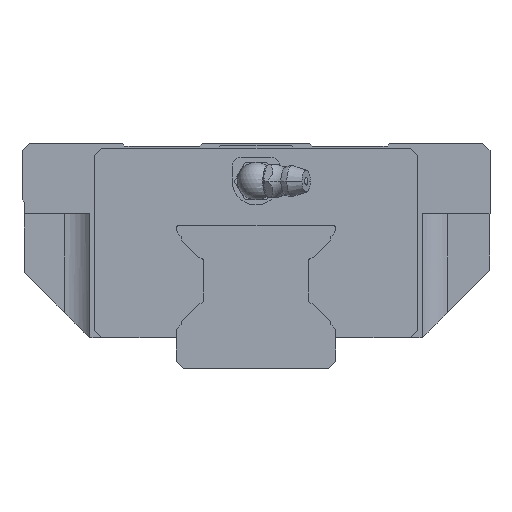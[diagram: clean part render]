
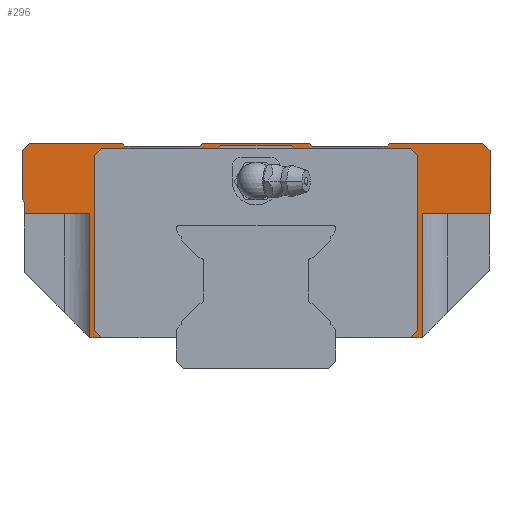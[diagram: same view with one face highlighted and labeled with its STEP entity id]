
A CAD part, front view. The second image highlights one B-rep face of the part: STEP entity #296.
In plain terms, the highlighted planar face has unit normal (0, -1, 0).
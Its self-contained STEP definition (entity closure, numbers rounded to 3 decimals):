
#296=ADVANCED_FACE('',(#696),#697,.F.);
#696=FACE_OUTER_BOUND('',#1251,.T.);
#697=PLANE('',#1252);
#1251=EDGE_LOOP('',(#2657,#2658,#2659,#2660,#2661,#2662,#2663,#2664,#2665,#2666,#2667,#2668,#2669,#2670,#2671,#2672,#2673,#2674,#2675,#2676,#2677,#2678,#2679,#2680,#2681,#2682,#2683,#2684,#2685,#2686,#2687,#2688));
#1252=AXIS2_PLACEMENT_3D('',#2689,#2690,#2691);
#2657=ORIENTED_EDGE('',*,*,#4185,.F.);
#2658=ORIENTED_EDGE('',*,*,#3955,.T.);
#2659=ORIENTED_EDGE('',*,*,#4025,.T.);
#2660=ORIENTED_EDGE('',*,*,#4115,.T.);
#2661=ORIENTED_EDGE('',*,*,#4112,.T.);
#2662=ORIENTED_EDGE('',*,*,#4186,.T.);
#2663=ORIENTED_EDGE('',*,*,#4187,.T.);
#2664=ORIENTED_EDGE('',*,*,#4135,.T.);
#2665=ORIENTED_EDGE('',*,*,#4108,.T.);
#2666=ORIENTED_EDGE('',*,*,#4083,.T.);
#2667=ORIENTED_EDGE('',*,*,#4075,.T.);
#2668=ORIENTED_EDGE('',*,*,#4188,.T.);
#2669=ORIENTED_EDGE('',*,*,#3964,.F.);
#2670=ORIENTED_EDGE('',*,*,#4116,.F.);
#2671=ORIENTED_EDGE('',*,*,#4121,.F.);
#2672=ORIENTED_EDGE('',*,*,#4189,.F.);
#2673=ORIENTED_EDGE('',*,*,#4085,.F.);
#2674=ORIENTED_EDGE('',*,*,#4098,.F.);
#2675=ORIENTED_EDGE('',*,*,#4093,.F.);
#2676=ORIENTED_EDGE('',*,*,#3972,.F.);
#2677=ORIENTED_EDGE('',*,*,#3968,.F.);
#2678=ORIENTED_EDGE('',*,*,#4039,.F.);
#2679=ORIENTED_EDGE('',*,*,#3975,.F.);
#2680=ORIENTED_EDGE('',*,*,#4148,.F.);
#2681=ORIENTED_EDGE('',*,*,#4170,.F.);
#2682=ORIENTED_EDGE('',*,*,#4102,.F.);
#2683=ORIENTED_EDGE('',*,*,#4166,.F.);
#2684=ORIENTED_EDGE('',*,*,#4190,.F.);
#2685=ORIENTED_EDGE('',*,*,#4013,.F.);
#2686=ORIENTED_EDGE('',*,*,#3937,.F.);
#2687=ORIENTED_EDGE('',*,*,#4053,.T.);
#2688=ORIENTED_EDGE('',*,*,#4070,.T.);
#2689=CARTESIAN_POINT('',(50.,0.,48.0));
#2690=DIRECTION('',(0.0,1.0,0.0));
#2691=DIRECTION('',(1.0,0.0,0.0));
#3937=EDGE_CURVE('',#4791,#4793,#4794,.T.);
#3955=EDGE_CURVE('',#4824,#4822,#4825,.T.);
#3964=EDGE_CURVE('',#4837,#4839,#4840,.T.);
#3968=EDGE_CURVE('',#4846,#4847,#4848,.T.);
#3972=EDGE_CURVE('',#4847,#4854,#4855,.T.);
#3975=EDGE_CURVE('',#4859,#4860,#4861,.T.);
#4013=EDGE_CURVE('',#4793,#4917,#4918,.T.);
#4025=EDGE_CURVE('',#4822,#4935,#4937,.T.);
#4039=EDGE_CURVE('',#4860,#4846,#4958,.T.);
#4053=EDGE_CURVE('',#4791,#4976,#4978,.T.);
#4070=EDGE_CURVE('',#4976,#5003,#5005,.T.);
#4075=EDGE_CURVE('',#5014,#5012,#5015,.T.);
#4083=EDGE_CURVE('',#5027,#5014,#5028,.T.);
#4085=EDGE_CURVE('',#5030,#5031,#5032,.T.);
#4093=EDGE_CURVE('',#4854,#5044,#5045,.T.);
#4098=EDGE_CURVE('',#5044,#5030,#5052,.T.);
#4102=EDGE_CURVE('',#5057,#5058,#5059,.T.);
#4108=EDGE_CURVE('',#5068,#5027,#5069,.T.);
#4112=EDGE_CURVE('',#5076,#5074,#5077,.T.);
#4115=EDGE_CURVE('',#4935,#5076,#5080,.T.);
#4116=EDGE_CURVE('',#5081,#4837,#5082,.T.);
#4121=EDGE_CURVE('',#5088,#5081,#5090,.T.);
#4135=EDGE_CURVE('',#5110,#5068,#5111,.T.);
#4148=EDGE_CURVE('',#5129,#4859,#5130,.T.);
#4166=EDGE_CURVE('',#5155,#5057,#5156,.T.);
#4170=EDGE_CURVE('',#5058,#5129,#5161,.T.);
#4185=EDGE_CURVE('',#4824,#5003,#5179,.T.);
#4186=EDGE_CURVE('',#5074,#5180,#5181,.T.);
#4187=EDGE_CURVE('',#5180,#5110,#5182,.T.);
#4188=EDGE_CURVE('',#5012,#4839,#5183,.T.);
#4189=EDGE_CURVE('',#5031,#5088,#5184,.T.);
#4190=EDGE_CURVE('',#4917,#5155,#5185,.T.);
#4791=VERTEX_POINT('',#6073);
#4793=VERTEX_POINT('',#6076);
#4794=LINE('',#6077,#6078);
#4822=VERTEX_POINT('',#6120);
#4824=VERTEX_POINT('',#6123);
#4825=LINE('',#6124,#6125);
#4837=VERTEX_POINT('',#6142);
#4839=VERTEX_POINT('',#6145);
#4840=LINE('',#6146,#6147);
#4846=VERTEX_POINT('',#6156);
#4847=VERTEX_POINT('',#6157);
#4848=LINE('',#6158,#6159);
#4854=VERTEX_POINT('',#6168);
#4855=LINE('',#6169,#6170);
#4859=VERTEX_POINT('',#6176);
#4860=VERTEX_POINT('',#6177);
#4861=LINE('',#6178,#6179);
#4917=VERTEX_POINT('',#6254);
#4918=LINE('',#6255,#6256);
#4935=VERTEX_POINT('',#6279);
#4937=LINE('',#6282,#6283);
#4958=LINE('',#6312,#6313);
#4976=VERTEX_POINT('',#6337);
#4978=LINE('',#6340,#6341);
#5003=VERTEX_POINT('',#6378);
#5005=LINE('',#6381,#6382);
#5012=VERTEX_POINT('',#6391);
#5014=VERTEX_POINT('',#6394);
#5015=LINE('',#6395,#6396);
#5027=VERTEX_POINT('',#6415);
#5028=LINE('',#6416,#6417);
#5030=VERTEX_POINT('',#6420);
#5031=VERTEX_POINT('',#6421);
#5032=LINE('',#6422,#6423);
#5044=VERTEX_POINT('',#6442);
#5045=LINE('',#6443,#6444);
#5052=LINE('',#6453,#6454);
#5057=VERTEX_POINT('',#6460);
#5058=VERTEX_POINT('',#6461);
#5059=LINE('',#6462,#6463);
#5068=VERTEX_POINT('',#6477);
#5069=LINE('',#6478,#6479);
#5074=VERTEX_POINT('',#6486);
#5076=VERTEX_POINT('',#6489);
#5077=LINE('',#6490,#6491);
#5080=LINE('',#6496,#6497);
#5081=VERTEX_POINT('',#6498);
#5082=LINE('',#6499,#6500);
#5088=VERTEX_POINT('',#6507);
#5090=LINE('',#6510,#6511);
#5110=VERTEX_POINT('',#6537);
#5111=LINE('',#6538,#6539);
#5129=VERTEX_POINT('',#6568);
#5130=LINE('',#6569,#6570);
#5155=VERTEX_POINT('',#6610);
#5156=LINE('',#6611,#6612);
#5161=LINE('',#6619,#6620);
#5179=LINE('',#6646,#6647);
#5180=VERTEX_POINT('',#6648);
#5181=LINE('',#6649,#6650);
#5182=LINE('',#6651,#6652);
#5183=LINE('',#6653,#6654);
#5184=LINE('',#6655,#6656);
#5185=LINE('',#6657,#6658);
#6073=CARTESIAN_POINT('',(-49.5,0.,33.0));
#6076=CARTESIAN_POINT('',(-49.5,0.,35.5));
#6077=CARTESIAN_POINT('',(-49.5,0.,20.5));
#6078=VECTOR('',#7750,1000.0);
#6120=CARTESIAN_POINT('',(-34.5,0.0,8.0));
#6123=CARTESIAN_POINT('',(-33.,0.,6.5));
#6124=CARTESIAN_POINT('',(-33.,0.0,6.5));
#6125=VECTOR('',#7772,1000.0);
#6142=CARTESIAN_POINT('',(35.5,0.,6.5));
#6145=CARTESIAN_POINT('',(33.0,0.,6.5));
#6146=CARTESIAN_POINT('',(35.5,0.,6.5));
#6147=VECTOR('',#7785,1000.0);
#6156=CARTESIAN_POINT('',(11.5,0.,48.0));
#6157=CARTESIAN_POINT('',(12.,0.,47.5));
#6158=CARTESIAN_POINT('',(11.5,0.,48.0));
#6159=VECTOR('',#7789,1000.0);
#6168=CARTESIAN_POINT('',(28.,0.,47.5));
#6169=CARTESIAN_POINT('',(12.,0.,47.5));
#6170=VECTOR('',#7793,1000.0);
#6176=CARTESIAN_POINT('',(-12.,0.,47.5));
#6177=CARTESIAN_POINT('',(-11.5,0.,48.0));
#6178=CARTESIAN_POINT('',(-12.,0.,47.5));
#6179=VECTOR('',#7796,1000.0);
#6254=CARTESIAN_POINT('',(-50.,0.,36.));
#6255=CARTESIAN_POINT('',(-49.5,0.,35.5));
#6256=VECTOR('',#7870,1000.0);
#6279=CARTESIAN_POINT('',(-34.5,0.0,45.5));
#6282=CARTESIAN_POINT('',(-34.5,0.0,8.0));
#6283=VECTOR('',#7890,1000.0);
#6312=CARTESIAN_POINT('',(-11.5,0.,48.0));
#6313=VECTOR('',#7914,1000.0);
#6337=CARTESIAN_POINT('',(-35.5,0.,33.0));
#6340=CARTESIAN_POINT('',(50.,0.,33.0));
#6341=VECTOR('',#7940,1000.0);
#6378=CARTESIAN_POINT('',(-35.5,0.,6.5));
#6381=CARTESIAN_POINT('',(-35.5,0.,48.0));
#6382=VECTOR('',#7963,1000.0);
#6391=CARTESIAN_POINT('',(34.5,0.0,8.0));
#6394=CARTESIAN_POINT('',(34.5,0.0,45.5));
#6395=CARTESIAN_POINT('',(34.5,0.0,45.5));
#6396=VECTOR('',#7970,1000.0);
#6415=CARTESIAN_POINT('',(33.0,0.0,47.0));
#6416=CARTESIAN_POINT('',(33.0,0.0,47.0));
#6417=VECTOR('',#7978,1000.0);
#6420=CARTESIAN_POINT('',(48.5,0.,48.0));
#6421=CARTESIAN_POINT('',(50.,0.,46.5));
#6422=CARTESIAN_POINT('',(48.5,0.,48.0));
#6423=VECTOR('',#7980,1000.0);
#6442=CARTESIAN_POINT('',(28.5,0.,48.0));
#6443=CARTESIAN_POINT('',(28.,0.,47.5));
#6444=VECTOR('',#7988,1000.0);
#6453=CARTESIAN_POINT('',(28.5,0.,48.0));
#6454=VECTOR('',#7997,1000.0);
#6460=CARTESIAN_POINT('',(-48.5,0.,48.0));
#6461=CARTESIAN_POINT('',(-28.5,0.,48.0));
#6462=CARTESIAN_POINT('',(-48.5,0.,48.0));
#6463=VECTOR('',#8005,1000.0);
#6477=CARTESIAN_POINT('',(8.1,0.0,47.0));
#6478=CARTESIAN_POINT('',(8.1,0.0,47.0));
#6479=VECTOR('',#8011,1000.0);
#6486=CARTESIAN_POINT('',(-8.1,0.0,47.0));
#6489=CARTESIAN_POINT('',(-33.,0.0,47.0));
#6490=CARTESIAN_POINT('',(-33.,0.0,47.0));
#6491=VECTOR('',#8015,1000.0);
#6496=CARTESIAN_POINT('',(-34.5,0.0,45.5));
#6497=VECTOR('',#8018,1000.0);
#6498=CARTESIAN_POINT('',(35.5,0.,33.0));
#6499=CARTESIAN_POINT('',(35.5,0.,48.0));
#6500=VECTOR('',#8019,1000.0);
#6507=CARTESIAN_POINT('',(50.,0.,33.0));
#6510=CARTESIAN_POINT('',(50.,0.,33.0));
#6511=VECTOR('',#8028,1000.0);
#6537=CARTESIAN_POINT('',(7.5,0.0,47.6));
#6538=CARTESIAN_POINT('',(7.5,0.0,47.6));
#6539=VECTOR('',#8056,1000.0);
#6568=CARTESIAN_POINT('',(-28.,0.,47.5));
#6569=CARTESIAN_POINT('',(-28.,0.,47.5));
#6570=VECTOR('',#8071,1000.0);
#6610=CARTESIAN_POINT('',(-50.,0.,46.5));
#6611=CARTESIAN_POINT('',(-50.,0.,46.5));
#6612=VECTOR('',#8093,1000.0);
#6619=CARTESIAN_POINT('',(-28.5,0.,48.0));
#6620=VECTOR('',#8099,1000.0);
#6646=CARTESIAN_POINT('',(35.5,0.,6.5));
#6647=VECTOR('',#8126,1000.0);
#6648=CARTESIAN_POINT('',(-7.5,0.0,47.6));
#6649=CARTESIAN_POINT('',(-8.1,0.0,47.0));
#6650=VECTOR('',#8127,1000.0);
#6651=CARTESIAN_POINT('',(-7.5,0.0,47.6));
#6652=VECTOR('',#8128,1000.0);
#6653=CARTESIAN_POINT('',(34.5,0.0,8.0));
#6654=VECTOR('',#8129,1000.0);
#6655=CARTESIAN_POINT('',(50.,0.,46.5));
#6656=VECTOR('',#8130,1000.0);
#6657=CARTESIAN_POINT('',(-50.,0.,36.));
#6658=VECTOR('',#8131,1000.0);
#7750=DIRECTION('',(0.,0.0,1.0));
#7772=DIRECTION('',(-0.707,0.0,0.707));
#7785=DIRECTION('',(-1.0,0.0,0.0));
#7789=DIRECTION('',(0.707,0.0,-0.707));
#7793=DIRECTION('',(1.0,0.0,0.0));
#7796=DIRECTION('',(0.707,0.0,0.707));
#7870=DIRECTION('',(-0.707,0.0,0.707));
#7890=DIRECTION('',(0.0,0.0,1.0));
#7914=DIRECTION('',(1.0,0.0,0.0));
#7940=DIRECTION('',(1.0,0.0,0.));
#7963=DIRECTION('',(0.,0.0,-1.0));
#7970=DIRECTION('',(0.0,0.0,-1.0));
#7978=DIRECTION('',(0.707,0.0,-0.707));
#7980=DIRECTION('',(0.707,0.0,-0.707));
#7988=DIRECTION('',(0.707,0.0,0.707));
#7997=DIRECTION('',(1.0,0.0,0.0));
#8005=DIRECTION('',(1.0,0.0,0.0));
#8011=DIRECTION('',(1.0,0.0,0.0));
#8015=DIRECTION('',(1.0,0.0,0.0));
#8018=DIRECTION('',(0.707,0.0,0.707));
#8019=DIRECTION('',(0.,0.0,-1.0));
#8028=DIRECTION('',(-1.0,0.0,0.));
#8056=DIRECTION('',(0.707,0.0,-0.707));
#8071=DIRECTION('',(1.0,0.0,0.0));
#8093=DIRECTION('',(0.707,0.0,0.707));
#8099=DIRECTION('',(0.707,0.0,-0.707));
#8126=DIRECTION('',(-1.0,0.0,0.0));
#8127=DIRECTION('',(0.707,0.0,0.707));
#8128=DIRECTION('',(1.0,0.0,0.0));
#8129=DIRECTION('',(-0.707,0.0,-0.707));
#8130=DIRECTION('',(0.0,0.0,-1.0));
#8131=DIRECTION('',(0.0,0.0,1.0));
